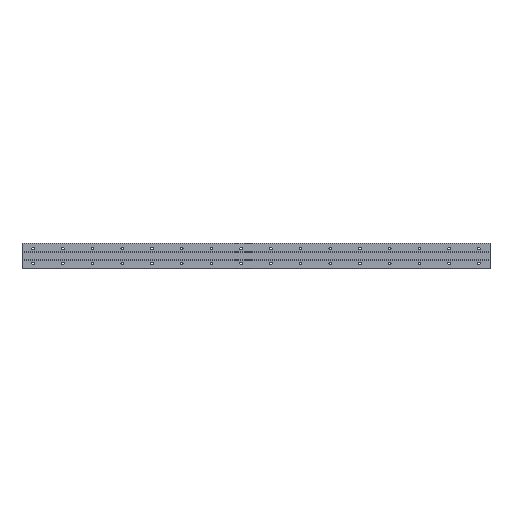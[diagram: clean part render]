
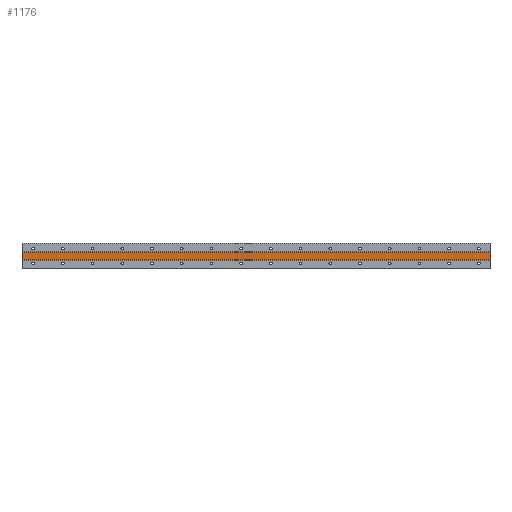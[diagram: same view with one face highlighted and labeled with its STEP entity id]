
A CAD part, front view. The second image highlights one B-rep face of the part: STEP entity #1176.
In plain terms, the highlighted planar face has unit normal (0, -1, 0).
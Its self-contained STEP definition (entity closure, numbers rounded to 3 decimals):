
#9 = VERTEX_POINT ( 'NONE', #1655 ) ;
#98 = LINE ( 'NONE', #1942, #2302 ) ;
#162 = CARTESIAN_POINT ( 'NONE',  ( 1230., 1., 10. ) ) ;
#510 = EDGE_CURVE ( 'NONE', #2596, #9, #98, .T. ) ;
#823 = EDGE_CURVE ( 'NONE', #9, #5365, #6019, .T. ) ;
#1119 = CARTESIAN_POINT ( 'NONE',  ( 1230., 1., 10. ) ) ;
#1130 = DIRECTION ( 'NONE',  ( 0., 0., -1. ) ) ;
#1176 = ADVANCED_FACE ( 'NONE', ( #4328 ), #1468, .F. ) ;
#1468 = PLANE ( 'NONE',  #1493 ) ;
#1493 = AXIS2_PLACEMENT_3D ( 'NONE', #162, #3311, #2114 ) ;
#1655 = CARTESIAN_POINT ( 'NONE',  ( -30., 1., -10. ) ) ;
#1748 = LINE ( 'NONE', #5459, #4123 ) ;
#1942 = CARTESIAN_POINT ( 'NONE',  ( -30., 1., 34.482 ) ) ;
#1946 = VECTOR ( 'NONE', #4181, 1000. ) ;
#2114 = DIRECTION ( 'NONE',  ( 0., 0., 1. ) ) ;
#2302 = VECTOR ( 'NONE', #1130, 1000. ) ;
#2573 = EDGE_CURVE ( 'NONE', #2596, #5910, #1748, .T. ) ;
#2596 = VERTEX_POINT ( 'NONE', #3988 ) ;
#2641 = EDGE_LOOP ( 'NONE', ( #3548, #5193, #4369, #3925 ) ) ;
#2667 = CARTESIAN_POINT ( 'NONE',  ( 1230., 1., -10. ) ) ;
#3273 = VECTOR ( 'NONE', #3723, 1000. ) ;
#3311 = DIRECTION ( 'NONE',  ( 0., 1., 0. ) ) ;
#3548 = ORIENTED_EDGE ( 'NONE', *, *, #823, .T. ) ;
#3723 = DIRECTION ( 'NONE',  ( 1., 0., 0. ) ) ;
#3925 = ORIENTED_EDGE ( 'NONE', *, *, #510, .T. ) ;
#3927 = DIRECTION ( 'NONE',  ( 1., 0., 0. ) ) ;
#3988 = CARTESIAN_POINT ( 'NONE',  ( -30., 1., 10. ) ) ;
#4012 = EDGE_CURVE ( 'NONE', #5910, #5365, #5994, .T. ) ;
#4123 = VECTOR ( 'NONE', #3927, 1000. ) ;
#4181 = DIRECTION ( 'NONE',  ( 0., 0., -1. ) ) ;
#4328 = FACE_OUTER_BOUND ( 'NONE', #2641, .T. ) ;
#4369 = ORIENTED_EDGE ( 'NONE', *, *, #2573, .F. ) ;
#5129 = CARTESIAN_POINT ( 'NONE',  ( 1230., 1., -10. ) ) ;
#5193 = ORIENTED_EDGE ( 'NONE', *, *, #4012, .F. ) ;
#5365 = VERTEX_POINT ( 'NONE', #5129 ) ;
#5459 = CARTESIAN_POINT ( 'NONE',  ( 1230., 1., 10. ) ) ;
#5620 = CARTESIAN_POINT ( 'NONE',  ( 1230., 1., 34.482 ) ) ;
#5910 = VERTEX_POINT ( 'NONE', #1119 ) ;
#5994 = LINE ( 'NONE', #5620, #1946 ) ;
#6019 = LINE ( 'NONE', #2667, #3273 ) ;
